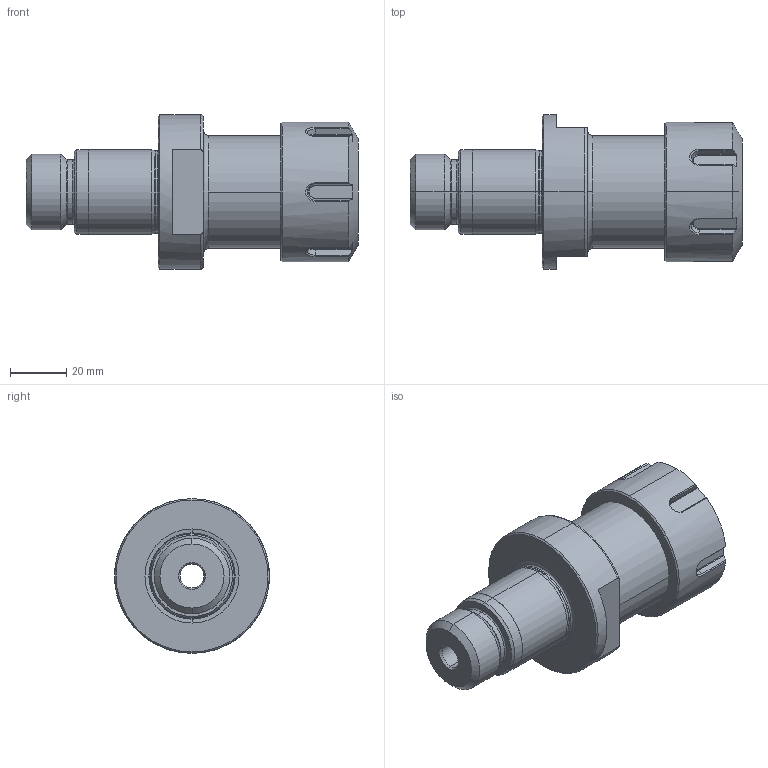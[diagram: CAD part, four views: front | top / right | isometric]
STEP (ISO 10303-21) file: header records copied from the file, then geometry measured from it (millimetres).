
FILE_DESCRIPTION (( 'STEP AP203' ), '1' );
FILE_NAME ('340.550.032C.STEP', '2024-09-02T11:56:29', ( '' ), ( '' ), 'SwSTEP 2.0', 'SolidWorks 2022', '' );
FILE_SCHEMA (( 'CONFIG_CONTROL_DESIGN' ));
Length unit declared in the file: millimetre
Products named in the file (3): 340.550.032C; E32-ER1.002.027; CA5-E32.K01.055_A
Assembly tree (2 placements, depth 2):
  340.550.032C
    CA5-E32.K01.055_A
    E32-ER1.002.027
Bounding box: 117.95 x 55 x 55 mm (x, y, z)
Volume: 113409.2 mm3; surface area: 31213.7 mm2
Topology: 2 solids, 2 shells, 170 faces, 393 edges, 235 vertices
Faces by surface type: plane 64, cone 48, cylinder 37, torus 21
Entity records: 5492 total; most frequent: CARTESIAN_POINT 1322, DIRECTION 853, ORIENTED_EDGE 786, EDGE_CURVE 393, AXIS2_PLACEMENT_3D 344, VERTEX_POINT 235, EDGE_LOOP 182, FACE_OUTER_BOUND 170
